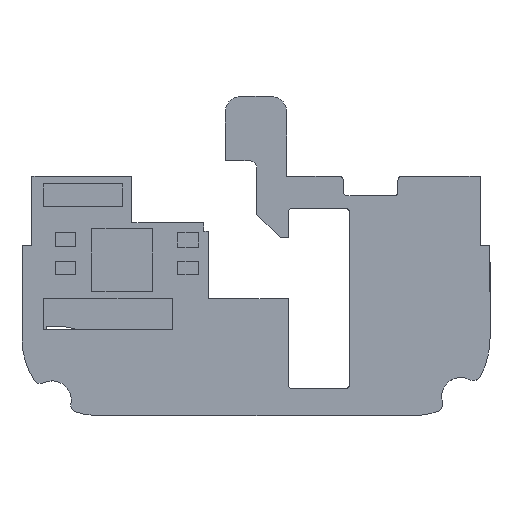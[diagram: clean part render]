
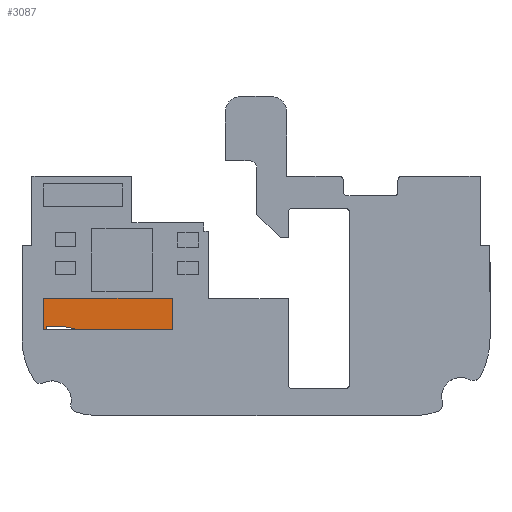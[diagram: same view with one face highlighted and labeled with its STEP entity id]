
A CAD part, top view. The second image highlights one B-rep face of the part: STEP entity #3087.
In plain terms, the highlighted planar face has unit normal (0, 0, 1).
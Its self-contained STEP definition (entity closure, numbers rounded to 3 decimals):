
#45 = ORIENTED_EDGE ( 'NONE', *, *, #919, .T. ) ;
#51 = LINE ( 'NONE', #2327, #2605 ) ;
#76 = DIRECTION ( 'NONE',  ( 0.976, -0.217, 0. ) ) ;
#88 = VERTEX_POINT ( 'NONE', #1079 ) ;
#147 = CARTESIAN_POINT ( 'NONE',  ( -89.846, 32.407, 0.75 ) ) ;
#165 = CARTESIAN_POINT ( 'NONE',  ( -89.846, 32.407, 0.75 ) ) ;
#295 = CARTESIAN_POINT ( 'NONE',  ( -73.111, 28.28, 0.75 ) ) ;
#397 = DIRECTION ( 'NONE',  ( -1., 0., 0. ) ) ;
#454 = ORIENTED_EDGE ( 'NONE', *, *, #1050, .F. ) ;
#513 = LINE ( 'NONE', #554, #3111 ) ;
#533 = VERTEX_POINT ( 'NONE', #295 ) ;
#554 = CARTESIAN_POINT ( 'NONE',  ( -73.111, 32.407, 0.75 ) ) ;
#658 = ORIENTED_EDGE ( 'NONE', *, *, #2747, .T. ) ;
#689 = VECTOR ( 'NONE', #1734, 1000. ) ;
#713 = LINE ( 'NONE', #2361, #4200 ) ;
#761 = CARTESIAN_POINT ( 'NONE',  ( -89.518, 26.18, 0.75 ) ) ;
#919 = EDGE_CURVE ( 'NONE', #88, #1530, #513, .T. ) ;
#941 = CARTESIAN_POINT ( 'NONE',  ( -89.518, 28.72, 0.75 ) ) ;
#985 = CARTESIAN_POINT ( 'NONE',  ( -73.111, 28.28, 0.75 ) ) ;
#997 = CARTESIAN_POINT ( 'NONE',  ( 0., 0., 0.75 ) ) ;
#1000 = EDGE_CURVE ( 'NONE', #533, #3731, #2570, .T. ) ;
#1049 = EDGE_LOOP ( 'NONE', ( #3885, #658, #3059, #1786, #454, #45, #3961, #3816 ) ) ;
#1050 = EDGE_CURVE ( 'NONE', #88, #533, #1926, .T. ) ;
#1079 = CARTESIAN_POINT ( 'NONE',  ( -73.111, 32.407, 0.75 ) ) ;
#1112 = LINE ( 'NONE', #147, #1132 ) ;
#1132 = VECTOR ( 'NONE', #3472, 1000. ) ;
#1183 = LINE ( 'NONE', #985, #1853 ) ;
#1283 = VERTEX_POINT ( 'NONE', #3598 ) ;
#1428 = EDGE_CURVE ( 'NONE', #2362, #1916, #2667, .T. ) ;
#1477 = VERTEX_POINT ( 'NONE', #2661 ) ;
#1502 = VECTOR ( 'NONE', #2230, 1000. ) ;
#1530 = VERTEX_POINT ( 'NONE', #165 ) ;
#1644 = DIRECTION ( 'NONE',  ( 1., 0., 0. ) ) ;
#1734 = DIRECTION ( 'NONE',  ( 0., 1., 0. ) ) ;
#1786 = ORIENTED_EDGE ( 'NONE', *, *, #1000, .F. ) ;
#1853 = VECTOR ( 'NONE', #397, 1000. ) ;
#1916 = VERTEX_POINT ( 'NONE', #941 ) ;
#1926 = LINE ( 'NONE', #3235, #2085 ) ;
#1929 = FACE_OUTER_BOUND ( 'NONE', #1049, .T. ) ;
#1980 = CARTESIAN_POINT ( 'NONE',  ( -89.518, 28.28, 0.75 ) ) ;
#2085 = VECTOR ( 'NONE', #2205, 1000. ) ;
#2205 = DIRECTION ( 'NONE',  ( 0., -1., 0. ) ) ;
#2230 = DIRECTION ( 'NONE',  ( -1., 0., 0. ) ) ;
#2327 = CARTESIAN_POINT ( 'NONE',  ( -87.243, 28.72, 0.75 ) ) ;
#2361 = CARTESIAN_POINT ( 'NONE',  ( -89.518, 28.72, 0.75 ) ) ;
#2362 = VERTEX_POINT ( 'NONE', #1980 ) ;
#2570 = LINE ( 'NONE', #4181, #1502 ) ;
#2605 = VECTOR ( 'NONE', #76, 1000. ) ;
#2650 = AXIS2_PLACEMENT_3D ( 'NONE', #997, #3259, #1644 ) ;
#2661 = CARTESIAN_POINT ( 'NONE',  ( -87.243, 28.72, 0.75 ) ) ;
#2667 = LINE ( 'NONE', #761, #689 ) ;
#2677 = DIRECTION ( 'NONE',  ( 1., 0., 0. ) ) ;
#2747 = EDGE_CURVE ( 'NONE', #1916, #1477, #713, .T. ) ;
#2913 = PLANE ( 'NONE',  #2650 ) ;
#2995 = CARTESIAN_POINT ( 'NONE',  ( -85.264, 28.28, 0.75 ) ) ;
#3059 = ORIENTED_EDGE ( 'NONE', *, *, #3597, .T. ) ;
#3087 = ADVANCED_FACE ( 'NONE', ( #1929 ), #2913, .T. ) ;
#3111 = VECTOR ( 'NONE', #3471, 1000. ) ;
#3235 = CARTESIAN_POINT ( 'NONE',  ( -73.111, 32.407, 0.75 ) ) ;
#3259 = DIRECTION ( 'NONE',  ( 0., 0., 1. ) ) ;
#3264 = EDGE_CURVE ( 'NONE', #2362, #1283, #1183, .T. ) ;
#3471 = DIRECTION ( 'NONE',  ( -1., 0., 0. ) ) ;
#3472 = DIRECTION ( 'NONE',  ( 0., -1., 0. ) ) ;
#3597 = EDGE_CURVE ( 'NONE', #1477, #3731, #51, .T. ) ;
#3598 = CARTESIAN_POINT ( 'NONE',  ( -89.846, 28.28, 0.75 ) ) ;
#3731 = VERTEX_POINT ( 'NONE', #2995 ) ;
#3816 = ORIENTED_EDGE ( 'NONE', *, *, #3264, .F. ) ;
#3885 = ORIENTED_EDGE ( 'NONE', *, *, #1428, .T. ) ;
#3961 = ORIENTED_EDGE ( 'NONE', *, *, #3982, .T. ) ;
#3982 = EDGE_CURVE ( 'NONE', #1530, #1283, #1112, .T. ) ;
#4181 = CARTESIAN_POINT ( 'NONE',  ( -73.111, 28.28, 0.75 ) ) ;
#4200 = VECTOR ( 'NONE', #2677, 1000. ) ;
